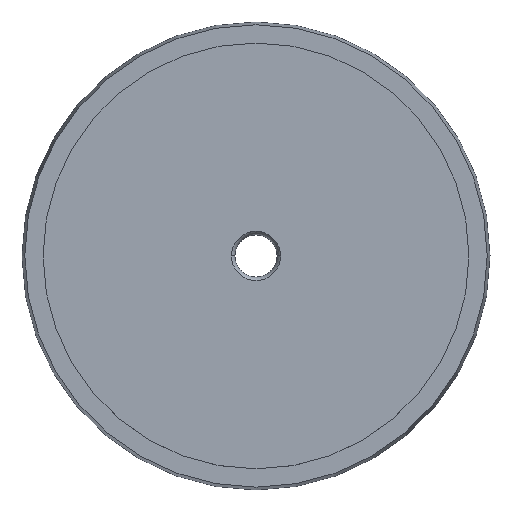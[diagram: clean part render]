
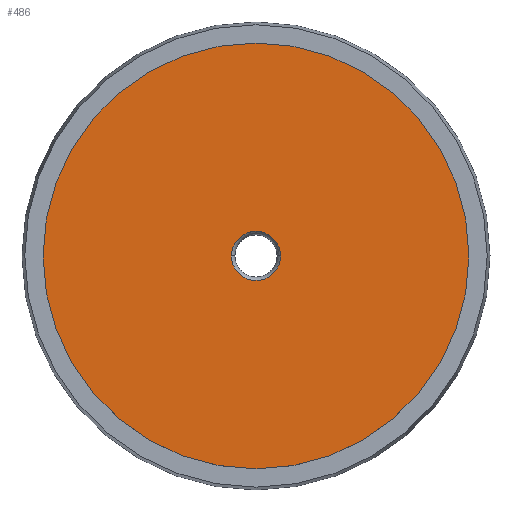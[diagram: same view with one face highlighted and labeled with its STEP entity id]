
A CAD part, top view. The second image highlights one B-rep face of the part: STEP entity #486.
In plain terms, the highlighted planar face has unit normal (0, 0, 1).
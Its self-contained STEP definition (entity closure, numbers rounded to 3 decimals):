
#18 = CARTESIAN_POINT ( 'NONE',  ( 15.15, 0., 0. ) ) ;
#25 = DIRECTION ( 'NONE',  ( 0., 0., 1. ) ) ;
#26 = DIRECTION ( 'NONE',  ( 0., 0., 1. ) ) ;
#32 = DIRECTION ( 'NONE',  ( 1., 0., 0. ) ) ;
#33 = DIRECTION ( 'NONE',  ( 0., 0., 1. ) ) ;
#35 = CARTESIAN_POINT ( 'NONE',  ( -1.75, 0., 0. ) ) ;
#41 = VERTEX_POINT ( 'NONE', #230 ) ;
#107 = EDGE_CURVE ( 'NONE', #495, #575, #554, .T. ) ;
#117 = CIRCLE ( 'NONE', #219, 1.75 ) ;
#153 = VERTEX_POINT ( 'NONE', #35 ) ;
#165 = AXIS2_PLACEMENT_3D ( 'NONE', #279, #33, #432 ) ;
#169 = DIRECTION ( 'NONE',  ( -1., 0., 0. ) ) ;
#215 = EDGE_LOOP ( 'NONE', ( #318, #353 ) ) ;
#216 = CIRCLE ( 'NONE', #477, 15.15 ) ;
#218 = CARTESIAN_POINT ( 'NONE',  ( 0., 0., 0. ) ) ;
#219 = AXIS2_PLACEMENT_3D ( 'NONE', #324, #26, #371 ) ;
#230 = CARTESIAN_POINT ( 'NONE',  ( 1.75, 0., 0. ) ) ;
#246 = ORIENTED_EDGE ( 'NONE', *, *, #593, .F. ) ;
#273 = PLANE ( 'NONE',  #502 ) ;
#279 = CARTESIAN_POINT ( 'NONE',  ( 0., 0., 0. ) ) ;
#318 = ORIENTED_EDGE ( 'NONE', *, *, #423, .T. ) ;
#319 = DIRECTION ( 'NONE',  ( 1., 0., 0. ) ) ;
#324 = CARTESIAN_POINT ( 'NONE',  ( 0., 0., 0. ) ) ;
#329 = EDGE_LOOP ( 'NONE', ( #626, #246 ) ) ;
#331 = FACE_BOUND ( 'NONE', #329, .T. ) ;
#353 = ORIENTED_EDGE ( 'NONE', *, *, #107, .T. ) ;
#371 = DIRECTION ( 'NONE',  ( 1., 0., 0. ) ) ;
#375 = CARTESIAN_POINT ( 'NONE',  ( -15.15, 0., 0. ) ) ;
#397 = FACE_OUTER_BOUND ( 'NONE', #215, .T. ) ;
#423 = EDGE_CURVE ( 'NONE', #575, #495, #216, .T. ) ;
#432 = DIRECTION ( 'NONE',  ( 1., 0., 0. ) ) ;
#477 = AXIS2_PLACEMENT_3D ( 'NONE', #618, #25, #319 ) ;
#486 = ADVANCED_FACE ( 'NONE', ( #331, #397 ), #273, .F. ) ;
#488 = DIRECTION ( 'NONE',  ( 0., 0., 1. ) ) ;
#495 = VERTEX_POINT ( 'NONE', #375 ) ;
#502 = AXIS2_PLACEMENT_3D ( 'NONE', #218, #563, #169 ) ;
#512 = AXIS2_PLACEMENT_3D ( 'NONE', #571, #488, #32 ) ;
#554 = CIRCLE ( 'NONE', #165, 15.15 ) ;
#563 = DIRECTION ( 'NONE',  ( 0., 0., -1. ) ) ;
#571 = CARTESIAN_POINT ( 'NONE',  ( 0., 0., 0. ) ) ;
#575 = VERTEX_POINT ( 'NONE', #18 ) ;
#576 = CIRCLE ( 'NONE', #512, 1.75 ) ;
#581 = EDGE_CURVE ( 'NONE', #41, #153, #117, .T. ) ;
#593 = EDGE_CURVE ( 'NONE', #153, #41, #576, .T. ) ;
#618 = CARTESIAN_POINT ( 'NONE',  ( 0., 0., 0. ) ) ;
#626 = ORIENTED_EDGE ( 'NONE', *, *, #581, .F. ) ;
